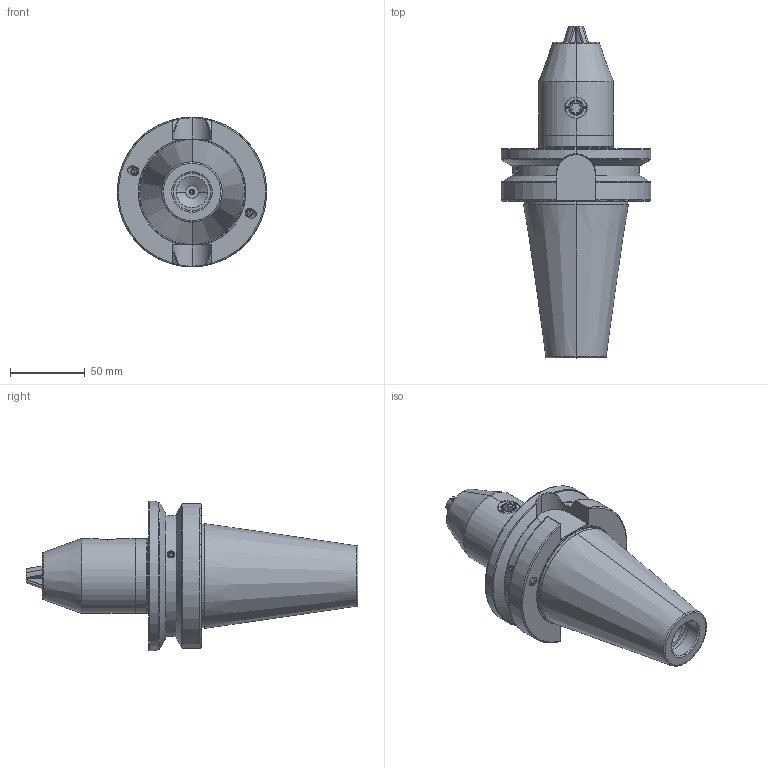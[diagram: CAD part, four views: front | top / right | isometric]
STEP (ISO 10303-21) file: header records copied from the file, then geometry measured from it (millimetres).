
FILE_DESCRIPTION (( 'STEP AP203' ), '1' );
FILE_NAME ('505.15.13-BT22350.STEP', '2017-04-10T10:45:49', ( '' ), ( '' ), 'SwSTEP 2.0', 'SolidWorks 2013', '' );
FILE_SCHEMA (( 'CONFIG_CONTROL_DESIGN' ));
Length unit declared in the file: millimetre
Products named in the file (15): 1331402-04D; KM10-2001; 1331402-05C; 505.15.13-BT22350; 1331402-06F; 1331402-08B; 1332401-103E; BT22350-01D; SB01-8001; 1331402-01F-; KR02-9096; 1331402-0200H; 1331402D------; 1331503-03B; KM10-2045
Assembly tree (17 placements, depth 3):
  505.15.13-BT22350
    BT22350-01D
    1331402D------
      1331402-01F-
      1331402-0200H
      1331503-03B
      1331402-04D
      1331402-05C
      1331402-06F
      1331402-08B
      1332401-103E  x3
      SB01-8001
    KM10-2045  x2
    KM10-2001  x2
  KR02-9096
Bounding box: 100 x 221.78 x 100 mm (x, y, z)
Volume: 554824.8 mm3; surface area: 106806.4 mm2
Topology: 16 solids, 16 shells, 1119 faces, 2970 edges, 1880 vertices
Faces by surface type: cylinder 386, plane 360, cone 242, torus 90, bspline 41
Entity records: 41709 total; most frequent: CARTESIAN_POINT 16576, ORIENTED_EDGE 5440, DIRECTION 4337, EDGE_CURVE 2720, AXIS2_PLACEMENT_3D 1770, VERTEX_POINT 1737, EDGE_LOOP 1081, ADVANCED_FACE 1022
